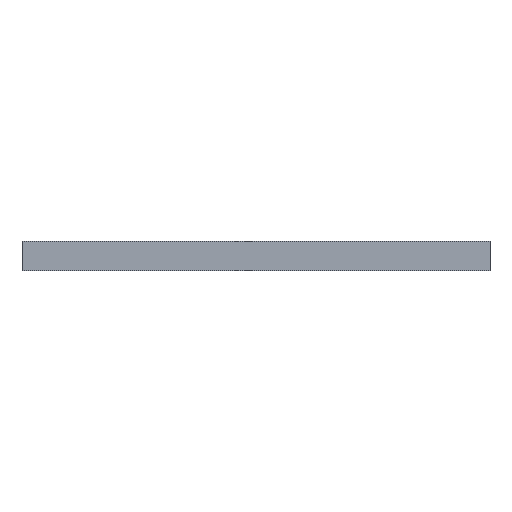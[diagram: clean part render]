
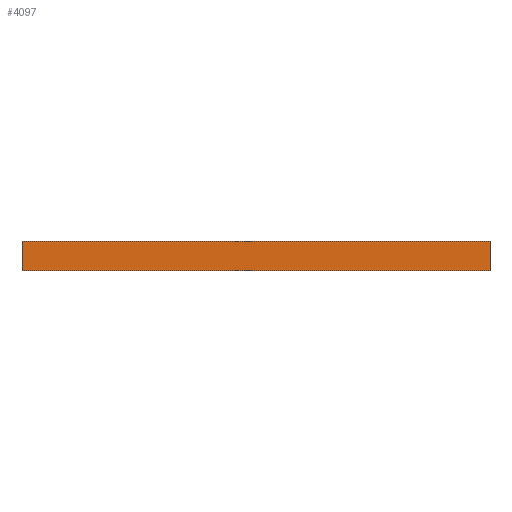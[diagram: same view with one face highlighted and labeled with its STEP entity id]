
A CAD part, front view. The second image highlights one B-rep face of the part: STEP entity #4097.
In plain terms, the highlighted planar face has unit normal (0, -1, 0).
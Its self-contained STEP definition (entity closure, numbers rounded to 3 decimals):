
#889=FACE_OUTER_BOUND('',#1133,.T.);
#1133=EDGE_LOOP('',(#3675,#3676,#3677,#3678));
#1307=LINE('',#12799,#1483);
#1308=LINE('',#12801,#1484);
#1309=LINE('',#12803,#1485);
#1310=LINE('',#12804,#1486);
#1483=VECTOR('',#4542,10.);
#1484=VECTOR('',#4543,10.);
#1485=VECTOR('',#4544,10.);
#1486=VECTOR('',#4545,10.);
#1885=VERTEX_POINT('',#12797);
#1886=VERTEX_POINT('',#12798);
#1887=VERTEX_POINT('',#12800);
#1888=VERTEX_POINT('',#12802);
#2509=EDGE_CURVE('',#1885,#1886,#1307,.T.);
#2510=EDGE_CURVE('',#1885,#1887,#1308,.T.);
#2511=EDGE_CURVE('',#1888,#1887,#1309,.T.);
#2512=EDGE_CURVE('',#1886,#1888,#1310,.T.);
#3675=ORIENTED_EDGE('',*,*,#2509,.F.);
#3676=ORIENTED_EDGE('',*,*,#2510,.T.);
#3677=ORIENTED_EDGE('',*,*,#2511,.F.);
#3678=ORIENTED_EDGE('',*,*,#2512,.F.);
#3853=PLANE('',#4210);
#4097=ADVANCED_FACE('',(#889),#3853,.T.);
#4210=AXIS2_PLACEMENT_3D('',#12796,#4540,#4541);
#4540=DIRECTION('center_axis',(0.,-1.,0.));
#4541=DIRECTION('ref_axis',(-1.,0.,0.));
#4542=DIRECTION('',(1.,0.,0.));
#4543=DIRECTION('',(0.,0.,-1.));
#4544=DIRECTION('',(-1.,0.,0.));
#4545=DIRECTION('',(0.,0.,-1.));
#12796=CARTESIAN_POINT('Origin',(32.,0.,0.));
#12797=CARTESIAN_POINT('',(0.,0.,0.));
#12798=CARTESIAN_POINT('',(32.,0.,0.));
#12799=CARTESIAN_POINT('',(0.,0.,0.));
#12800=CARTESIAN_POINT('',(0.,0.,-2.));
#12801=CARTESIAN_POINT('',(0.,0.,0.));
#12802=CARTESIAN_POINT('',(32.,0.,-2.));
#12803=CARTESIAN_POINT('',(0.,0.,-2.));
#12804=CARTESIAN_POINT('',(32.,0.,0.));
